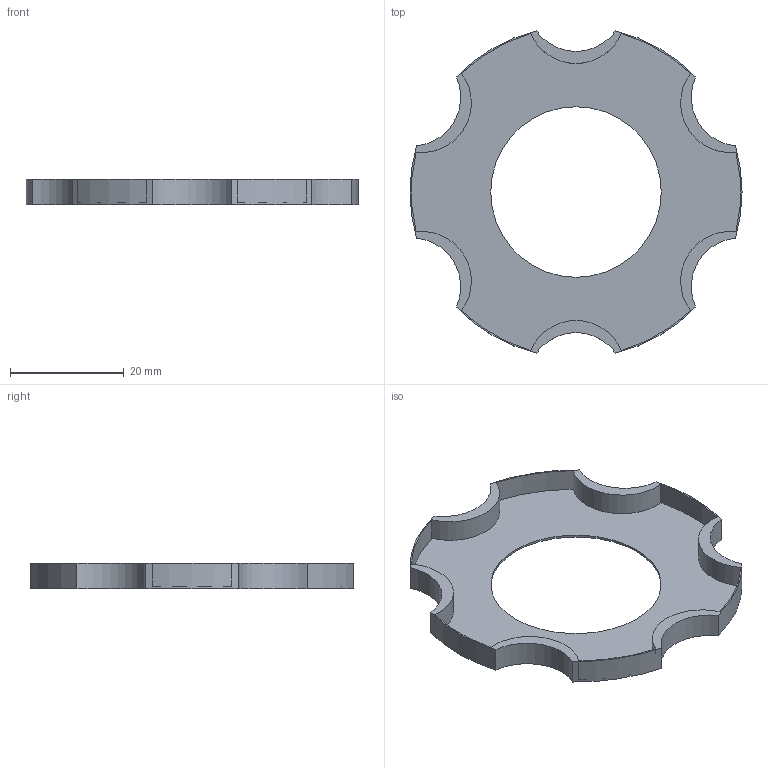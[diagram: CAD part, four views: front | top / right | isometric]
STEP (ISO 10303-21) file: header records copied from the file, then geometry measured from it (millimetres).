
FILE_DESCRIPTION(/* description */ (''),/* implementation_level */ '2;1');
FILE_NAME(/* name */ 'Steering spacer.step',/* time_stamp */ '2025-12-13T16:13:08-08:00',/* author */ (''),/* organization */ (''),/* preprocessor_version */ 'ST-DEVELOPER v20.1',/* originating_system */ 'Autodesk Translation Framework v14.21.0.0',/* authorisation */ '');
FILE_SCHEMA (('AUTOMOTIVE_DESIGN { 1 0 10303 214 3 1 1 }'));
Length unit declared in the file: millimetre
Products named in the file (1): Steering spacer
Bounding box: 58.4 x 56.7 x 4.4 mm (x, y, z)
Volume: 1543.2 mm3; surface area: 5154.6 mm2
Topology: 1 solids, 1 shells, 28 faces, 75 edges, 50 vertices
Faces by surface type: cylinder 25, plane 3
Full cylindrical faces by diameter (mm): 30 x1
Entity records: 946 total; most frequent: DIRECTION 183, CARTESIAN_POINT 154, ORIENTED_EDGE 150, AXIS2_PLACEMENT_3D 79, EDGE_CURVE 75, CIRCLE 50, VERTEX_POINT 50, EDGE_LOOP 31
